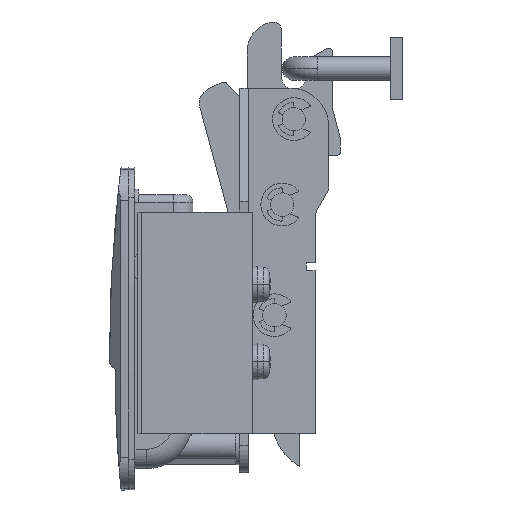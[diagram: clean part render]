
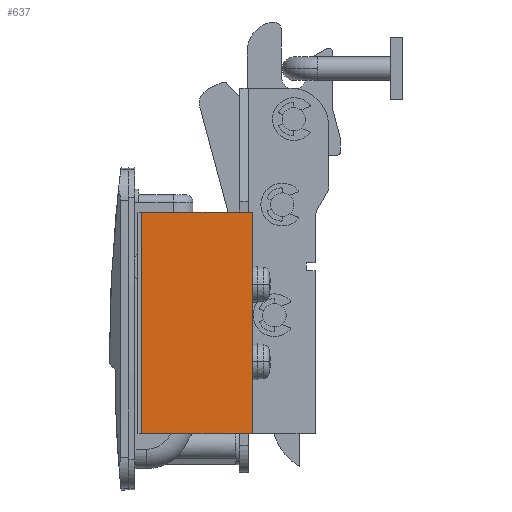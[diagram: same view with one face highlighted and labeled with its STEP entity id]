
A CAD part, left-side view. The second image highlights one B-rep face of the part: STEP entity #637.
In plain terms, the highlighted face is planar.
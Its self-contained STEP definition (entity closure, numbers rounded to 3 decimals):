
#624 = CARTESIAN_POINT ( 'NONE',  ( 1., -29.5, -28.5 ) ) ;
#637 = ADVANCED_FACE ( 'NONE', ( #13656 ), #16607, .F. ) ;
#925 = DIRECTION ( 'NONE',  ( 0., 1., 0. ) ) ;
#971 = LINE ( 'NONE', #8451, #12549 ) ;
#1206 = CARTESIAN_POINT ( 'NONE',  ( 1., -1., 28.5 ) ) ;
#1426 = EDGE_CURVE ( 'NONE', #15986, #4790, #18292, .T. ) ;
#1431 = ORIENTED_EDGE ( 'NONE', *, *, #9264, .T. ) ;
#1600 = DIRECTION ( 'NONE',  ( -1., 0., 0. ) ) ;
#1664 = VECTOR ( 'NONE', #8499, 1000. ) ;
#3581 = AXIS2_PLACEMENT_3D ( 'NONE', #10654, #1600, #12180 ) ;
#4790 = VERTEX_POINT ( 'NONE', #11474 ) ;
#5982 = EDGE_CURVE ( 'NONE', #19160, #4790, #17660, .T. ) ;
#7929 = CARTESIAN_POINT ( 'NONE',  ( 1., -29.5, 28.5 ) ) ;
#8451 = CARTESIAN_POINT ( 'NONE',  ( 1., -1., 28.5 ) ) ;
#8499 = DIRECTION ( 'NONE',  ( 0., 1., 0. ) ) ;
#8839 = CARTESIAN_POINT ( 'NONE',  ( 1., -29.5, 28.5 ) ) ;
#9264 = EDGE_CURVE ( 'NONE', #10765, #19160, #9907, .T. ) ;
#9907 = LINE ( 'NONE', #8839, #13898 ) ;
#10654 = CARTESIAN_POINT ( 'NONE',  ( 1., -1., 28.5 ) ) ;
#10765 = VERTEX_POINT ( 'NONE', #7929 ) ;
#11474 = CARTESIAN_POINT ( 'NONE',  ( 1., -1., -28.5 ) ) ;
#12180 = DIRECTION ( 'NONE',  ( 0., -1., 0. ) ) ;
#12337 = EDGE_LOOP ( 'NONE', ( #16166, #15090, #19276, #1431 ) ) ;
#12549 = VECTOR ( 'NONE', #925, 1000. ) ;
#12732 = CARTESIAN_POINT ( 'NONE',  ( 1., -1., 28.5 ) ) ;
#13448 = EDGE_CURVE ( 'NONE', #10765, #15986, #971, .T. ) ;
#13656 = FACE_OUTER_BOUND ( 'NONE', #12337, .T. ) ;
#13898 = VECTOR ( 'NONE', #16322, 1000. ) ;
#14333 = VECTOR ( 'NONE', #15719, 1000. ) ;
#15090 = ORIENTED_EDGE ( 'NONE', *, *, #1426, .F. ) ;
#15719 = DIRECTION ( 'NONE',  ( 0., 0., -1. ) ) ;
#15986 = VERTEX_POINT ( 'NONE', #1206 ) ;
#16166 = ORIENTED_EDGE ( 'NONE', *, *, #5982, .T. ) ;
#16322 = DIRECTION ( 'NONE',  ( 0., 0., -1. ) ) ;
#16607 = PLANE ( 'NONE',  #3581 ) ;
#17484 = CARTESIAN_POINT ( 'NONE',  ( 1., -1., -28.5 ) ) ;
#17660 = LINE ( 'NONE', #17484, #1664 ) ;
#18292 = LINE ( 'NONE', #12732, #14333 ) ;
#19160 = VERTEX_POINT ( 'NONE', #624 ) ;
#19276 = ORIENTED_EDGE ( 'NONE', *, *, #13448, .F. ) ;
